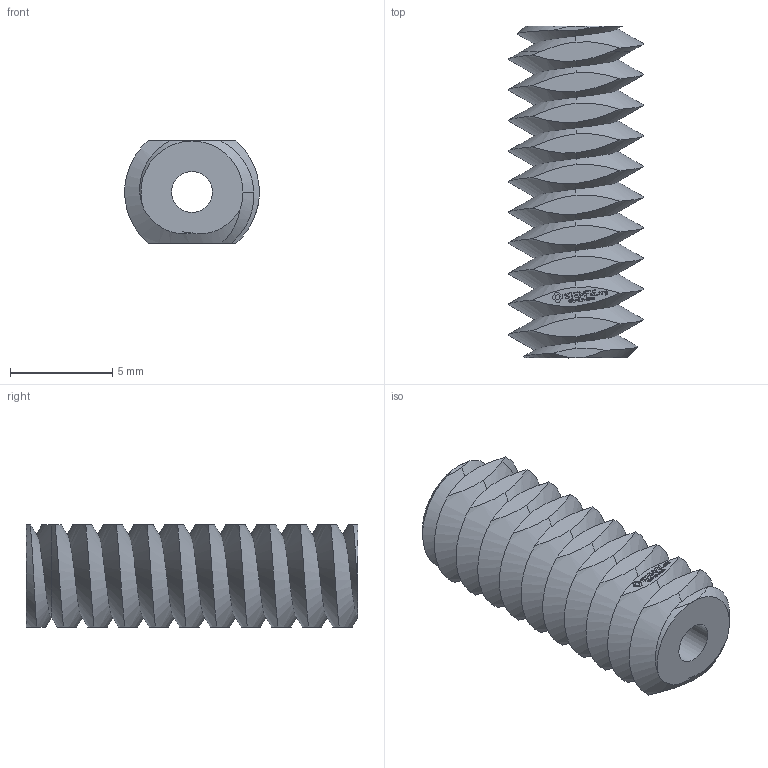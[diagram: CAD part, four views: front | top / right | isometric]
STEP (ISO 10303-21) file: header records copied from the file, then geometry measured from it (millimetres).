
FILE_DESCRIPTION(('FreeCAD Model'),'2;1');
FILE_NAME('Open CASCADE Shape Model','2023-11-29T16:36:39',(''),(''), 'Open CASCADE STEP processor 7.6','FreeCAD','Unknown');
FILE_SCHEMA(('AUTOMOTIVE_DESIGN { 1 0 10303 214 1 1 1 1 }'));
Length unit declared in the file: millimetre
Products named in the file (1): Threaded Rod FL-RH BU00.50 - SPN-THR-0002 (stemfie.org)
Bounding box: 6.58 x 16.25 x 5 mm (x, y, z)
Volume: 294.7 mm3; surface area: 609.7 mm2
Topology: 1 solids, 1 shells, 513 faces, 1423 edges, 944 vertices
Faces by surface type: plane 330, extrusion 150, bspline 26, cone 6, cylinder 1
Full cylindrical faces by diameter (mm): 2 x1
Entity records: 43723 total; most frequent: CARTESIAN_POINT 16816, DIRECTION 4185, VECTOR 3471, LINE 3321, ORIENTED_EDGE 2846, PCURVE 2846, DEFINITIONAL_REPRESENTATION 2846, EDGE_CURVE 1423
